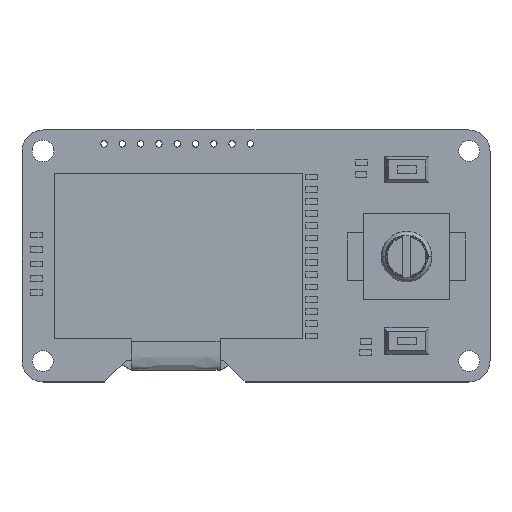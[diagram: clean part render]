
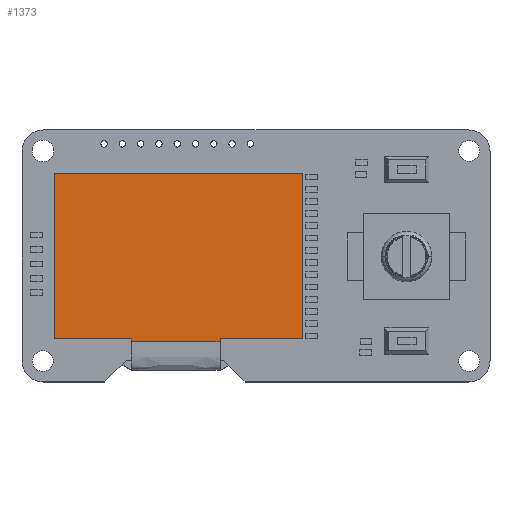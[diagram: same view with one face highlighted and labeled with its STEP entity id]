
A CAD part, top view. The second image highlights one B-rep face of the part: STEP entity #1373.
In plain terms, the highlighted planar face has unit normal (0, 0, 1).
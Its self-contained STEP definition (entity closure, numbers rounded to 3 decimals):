
#29 = LINE ( 'NONE', #1199, #4019 ) ;
#848 = ORIENTED_EDGE ( 'NONE', *, *, #2730, .T. ) ;
#979 = ORIENTED_EDGE ( 'NONE', *, *, #15799, .T. ) ;
#1199 = CARTESIAN_POINT ( 'NONE',  ( 4.5, 29., 3. ) ) ;
#1373 = ADVANCED_FACE ( 'NONE', ( #13287 ), #15703, .T. ) ;
#1422 = CARTESIAN_POINT ( 'NONE',  ( 27.503, 6., 3. ) ) ;
#1933 = DIRECTION ( 'NONE',  ( 1., 0., 0. ) ) ;
#2323 = VERTEX_POINT ( 'NONE', #1422 ) ;
#2513 = ORIENTED_EDGE ( 'NONE', *, *, #7112, .T. ) ;
#2730 = EDGE_CURVE ( 'NONE', #7159, #7950, #29, .T. ) ;
#2929 = VERTEX_POINT ( 'NONE', #14384 ) ;
#3210 = EDGE_LOOP ( 'NONE', ( #16231, #10434, #2513, #3725, #15347, #848, #7926, #979 ) ) ;
#3302 = VECTOR ( 'NONE', #11945, 1000. ) ;
#3725 = ORIENTED_EDGE ( 'NONE', *, *, #10869, .T. ) ;
#3981 = DIRECTION ( 'NONE',  ( 0., 1., 0. ) ) ;
#4019 = VECTOR ( 'NONE', #5073, 1000. ) ;
#4066 = CARTESIAN_POINT ( 'NONE',  ( 27.503, 5.6, 3. ) ) ;
#4404 = CARTESIAN_POINT ( 'NONE',  ( 0., 0., 3. ) ) ;
#4722 = CARTESIAN_POINT ( 'NONE',  ( 15.203, 6., 3. ) ) ;
#5073 = DIRECTION ( 'NONE',  ( -1., 0., 0. ) ) ;
#5611 = CARTESIAN_POINT ( 'NONE',  ( 27.503, 6., 3. ) ) ;
#5763 = CARTESIAN_POINT ( 'NONE',  ( 4.5, 29., 3. ) ) ;
#6098 = EDGE_CURVE ( 'NONE', #7448, #15452, #9785, .T. ) ;
#6431 = AXIS2_PLACEMENT_3D ( 'NONE', #4404, #9403, #1933 ) ;
#6528 = CARTESIAN_POINT ( 'NONE',  ( 15.203, 5.6, 3. ) ) ;
#7045 = EDGE_CURVE ( 'NONE', #15842, #7159, #7262, .T. ) ;
#7057 = DIRECTION ( 'NONE',  ( 0., -1., 0. ) ) ;
#7097 = B_SPLINE_CURVE_WITH_KNOTS ( 'NONE', 3,
 ( #6528, #11541, #10289, #4066 ),
 .UNSPECIFIED., .F., .F.,
 ( 4, 4 ),
 ( 0., 1. ),
 .UNSPECIFIED. ) ;
#7112 = EDGE_CURVE ( 'NONE', #2929, #2323, #10214, .T. ) ;
#7159 = VERTEX_POINT ( 'NONE', #13097 ) ;
#7262 = LINE ( 'NONE', #12199, #13029 ) ;
#7448 = VERTEX_POINT ( 'NONE', #15087 ) ;
#7642 = LINE ( 'NONE', #15078, #15717 ) ;
#7705 = EDGE_CURVE ( 'NONE', #7950, #9346, #12152, .T. ) ;
#7712 = DIRECTION ( 'NONE',  ( 1., 0., 0. ) ) ;
#7926 = ORIENTED_EDGE ( 'NONE', *, *, #7705, .T. ) ;
#7950 = VERTEX_POINT ( 'NONE', #10469 ) ;
#8764 = VECTOR ( 'NONE', #3981, 1000. ) ;
#9346 = VERTEX_POINT ( 'NONE', #13198 ) ;
#9403 = DIRECTION ( 'NONE',  ( 0., 0., 1. ) ) ;
#9634 = DIRECTION ( 'NONE',  ( 0., -1., 0. ) ) ;
#9636 = DIRECTION ( 'NONE',  ( 0., 1., 0. ) ) ;
#9785 = LINE ( 'NONE', #4722, #15144 ) ;
#10214 = LINE ( 'NONE', #15278, #8764 ) ;
#10263 = CARTESIAN_POINT ( 'NONE',  ( 39., 6., 3. ) ) ;
#10289 = CARTESIAN_POINT ( 'NONE',  ( 23.403, 5.6, 3. ) ) ;
#10434 = ORIENTED_EDGE ( 'NONE', *, *, #14685, .T. ) ;
#10469 = CARTESIAN_POINT ( 'NONE',  ( 4.5, 29., 3. ) ) ;
#10869 = EDGE_CURVE ( 'NONE', #2323, #15842, #14606, .T. ) ;
#11541 = CARTESIAN_POINT ( 'NONE',  ( 19.303, 5.6, 3. ) ) ;
#11892 = VECTOR ( 'NONE', #7057, 1000. ) ;
#11945 = DIRECTION ( 'NONE',  ( 1., 0., 0. ) ) ;
#12152 = LINE ( 'NONE', #5763, #11892 ) ;
#12199 = CARTESIAN_POINT ( 'NONE',  ( 39., 29., 3. ) ) ;
#13029 = VECTOR ( 'NONE', #9636, 1000. ) ;
#13097 = CARTESIAN_POINT ( 'NONE',  ( 39., 29., 3. ) ) ;
#13198 = CARTESIAN_POINT ( 'NONE',  ( 4.5, 6., 3. ) ) ;
#13287 = FACE_OUTER_BOUND ( 'NONE', #3210, .T. ) ;
#14384 = CARTESIAN_POINT ( 'NONE',  ( 27.503, 5.6, 3. ) ) ;
#14606 = LINE ( 'NONE', #5611, #3302 ) ;
#14685 = EDGE_CURVE ( 'NONE', #15452, #2929, #7097, .T. ) ;
#15078 = CARTESIAN_POINT ( 'NONE',  ( 4.5, 6., 3. ) ) ;
#15087 = CARTESIAN_POINT ( 'NONE',  ( 15.203, 6., 3. ) ) ;
#15144 = VECTOR ( 'NONE', #9634, 1000. ) ;
#15278 = CARTESIAN_POINT ( 'NONE',  ( 27.503, 6., 3. ) ) ;
#15347 = ORIENTED_EDGE ( 'NONE', *, *, #7045, .T. ) ;
#15452 = VERTEX_POINT ( 'NONE', #15456 ) ;
#15456 = CARTESIAN_POINT ( 'NONE',  ( 15.203, 5.6, 3. ) ) ;
#15703 = PLANE ( 'NONE',  #6431 ) ;
#15717 = VECTOR ( 'NONE', #7712, 1000. ) ;
#15799 = EDGE_CURVE ( 'NONE', #9346, #7448, #7642, .T. ) ;
#15842 = VERTEX_POINT ( 'NONE', #10263 ) ;
#16231 = ORIENTED_EDGE ( 'NONE', *, *, #6098, .T. ) ;
